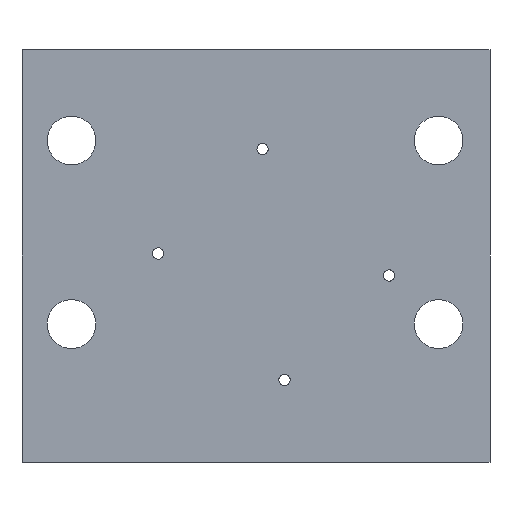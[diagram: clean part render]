
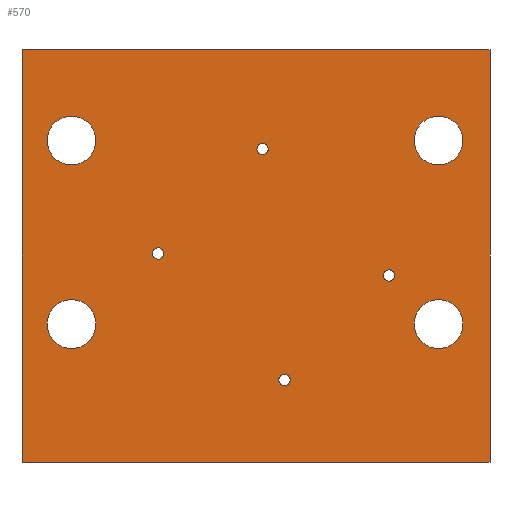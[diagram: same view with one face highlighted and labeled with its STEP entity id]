
A CAD part, front view. The second image highlights one B-rep face of the part: STEP entity #570.
In plain terms, the highlighted planar face has unit normal (0, -1, 0).
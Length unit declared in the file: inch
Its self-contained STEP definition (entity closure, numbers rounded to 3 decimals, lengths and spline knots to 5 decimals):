
#41=FACE_BOUND('',#151,.T.);
#42=FACE_BOUND('',#152,.T.);
#43=FACE_BOUND('',#153,.T.);
#44=FACE_BOUND('',#154,.T.);
#45=FACE_BOUND('',#155,.T.);
#46=FACE_BOUND('',#156,.T.);
#47=FACE_BOUND('',#157,.T.);
#48=FACE_BOUND('',#158,.T.);
#52=CIRCLE('',#607,0.133);
#56=CIRCLE('',#614,0.133);
#60=CIRCLE('',#621,0.133);
#64=CIRCLE('',#628,0.133);
#66=CIRCLE('',#631,0.03085);
#68=CIRCLE('',#634,0.03085);
#70=CIRCLE('',#637,0.03085);
#72=CIRCLE('',#640,0.03085);
#104=FACE_OUTER_BOUND('',#150,.T.);
#150=EDGE_LOOP('',(#507,#508,#509,#510));
#151=EDGE_LOOP('',(#511));
#152=EDGE_LOOP('',(#512));
#153=EDGE_LOOP('',(#513));
#154=EDGE_LOOP('',(#514));
#155=EDGE_LOOP('',(#515));
#156=EDGE_LOOP('',(#516));
#157=EDGE_LOOP('',(#517));
#158=EDGE_LOOP('',(#518));
#195=LINE('',#939,#243);
#199=LINE('',#947,#247);
#202=LINE('',#953,#250);
#205=LINE('',#958,#253);
#243=VECTOR('',#787,0.3937);
#247=VECTOR('',#793,0.3937);
#250=VECTOR('',#798,0.3937);
#253=VECTOR('',#803,0.3937);
#274=VERTEX_POINT('',#870);
#278=VERTEX_POINT('',#883);
#282=VERTEX_POINT('',#896);
#286=VERTEX_POINT('',#909);
#288=VERTEX_POINT('',#915);
#290=VERTEX_POINT('',#921);
#292=VERTEX_POINT('',#927);
#294=VERTEX_POINT('',#933);
#295=VERTEX_POINT('',#937);
#296=VERTEX_POINT('',#938);
#299=VERTEX_POINT('',#946);
#301=VERTEX_POINT('',#952);
#332=EDGE_CURVE('',#274,#274,#52,.T.);
#338=EDGE_CURVE('',#278,#278,#56,.T.);
#344=EDGE_CURVE('',#282,#282,#60,.T.);
#350=EDGE_CURVE('',#286,#286,#64,.T.);
#353=EDGE_CURVE('',#288,#288,#66,.T.);
#356=EDGE_CURVE('',#290,#290,#68,.T.);
#359=EDGE_CURVE('',#292,#292,#70,.T.);
#362=EDGE_CURVE('',#294,#294,#72,.T.);
#363=EDGE_CURVE('',#295,#296,#195,.T.);
#367=EDGE_CURVE('',#299,#295,#199,.T.);
#370=EDGE_CURVE('',#301,#299,#202,.T.);
#373=EDGE_CURVE('',#296,#301,#205,.T.);
#507=ORIENTED_EDGE('',*,*,#373,.F.);
#508=ORIENTED_EDGE('',*,*,#363,.F.);
#509=ORIENTED_EDGE('',*,*,#367,.F.);
#510=ORIENTED_EDGE('',*,*,#370,.F.);
#511=ORIENTED_EDGE('',*,*,#332,.T.);
#512=ORIENTED_EDGE('',*,*,#338,.T.);
#513=ORIENTED_EDGE('',*,*,#344,.T.);
#514=ORIENTED_EDGE('',*,*,#350,.T.);
#515=ORIENTED_EDGE('',*,*,#353,.T.);
#516=ORIENTED_EDGE('',*,*,#356,.T.);
#517=ORIENTED_EDGE('',*,*,#359,.T.);
#518=ORIENTED_EDGE('',*,*,#362,.T.);
#538=PLANE('',#646);
#570=ADVANCED_FACE('',(#104,#41,#42,#43,#44,#45,#46,#47,#48),#538,.F.);
#607=AXIS2_PLACEMENT_3D('',#872,#707,#708);
#614=AXIS2_PLACEMENT_3D('',#885,#723,#724);
#621=AXIS2_PLACEMENT_3D('',#898,#739,#740);
#628=AXIS2_PLACEMENT_3D('',#911,#755,#756);
#631=AXIS2_PLACEMENT_3D('',#917,#762,#763);
#634=AXIS2_PLACEMENT_3D('',#923,#769,#770);
#637=AXIS2_PLACEMENT_3D('',#929,#776,#777);
#640=AXIS2_PLACEMENT_3D('',#935,#783,#784);
#646=AXIS2_PLACEMENT_3D('',#961,#807,#808);
#707=DIRECTION('center_axis',(0.,1.,0.));
#708=DIRECTION('ref_axis',(1.,0.,0.));
#723=DIRECTION('center_axis',(0.,1.,0.));
#724=DIRECTION('ref_axis',(1.,0.,0.));
#739=DIRECTION('center_axis',(0.,1.,0.));
#740=DIRECTION('ref_axis',(1.,0.,0.));
#755=DIRECTION('center_axis',(0.,1.,0.));
#756=DIRECTION('ref_axis',(1.,0.,0.));
#762=DIRECTION('center_axis',(0.,1.,0.));
#763=DIRECTION('ref_axis',(1.,0.,0.));
#769=DIRECTION('center_axis',(0.,1.,0.));
#770=DIRECTION('ref_axis',(1.,0.,0.));
#776=DIRECTION('center_axis',(0.,1.,0.));
#777=DIRECTION('ref_axis',(1.,0.,0.));
#783=DIRECTION('center_axis',(0.,1.,0.));
#784=DIRECTION('ref_axis',(1.,0.,0.));
#787=DIRECTION('',(1.,0.,0.));
#793=DIRECTION('',(0.,0.,1.));
#798=DIRECTION('',(-1.,0.,0.));
#803=DIRECTION('',(0.,0.,-1.));
#807=DIRECTION('center_axis',(0.,1.,0.));
#808=DIRECTION('ref_axis',(0.,0.,1.));
#870=CARTESIAN_POINT('',(0.13672,0.,-0.496));
#872=CARTESIAN_POINT('Origin',(0.26972,0.,-0.496));
#883=CARTESIAN_POINT('',(2.13672,0.,-1.496));
#885=CARTESIAN_POINT('Origin',(2.26972,0.,-1.496));
#896=CARTESIAN_POINT('',(2.13672,0.,-0.496));
#898=CARTESIAN_POINT('Origin',(2.26972,0.,-0.496));
#909=CARTESIAN_POINT('',(0.13672,0.,-1.496));
#911=CARTESIAN_POINT('Origin',(0.26972,0.,-1.496));
#915=CARTESIAN_POINT('',(0.71069,0.,-1.11147));
#917=CARTESIAN_POINT('Origin',(0.74153,0.,-1.11147));
#921=CARTESIAN_POINT('',(1.969,0.,-1.23118));
#923=CARTESIAN_POINT('Origin',(1.99985,0.,-1.23118));
#927=CARTESIAN_POINT('',(1.3997,0.,-1.80048));
#929=CARTESIAN_POINT('Origin',(1.43054,0.,-1.80048));
#933=CARTESIAN_POINT('',(1.27999,0.,-0.54217));
#935=CARTESIAN_POINT('Origin',(1.31084,0.,-0.54217));
#937=CARTESIAN_POINT('',(0.,0.,0.));
#938=CARTESIAN_POINT('',(2.55,0.,0.));
#939=CARTESIAN_POINT('',(0.,0.,0.));
#946=CARTESIAN_POINT('',(0.,0.,-2.25));
#947=CARTESIAN_POINT('',(0.,0.,-2.25));
#952=CARTESIAN_POINT('',(2.55,0.,-2.25));
#953=CARTESIAN_POINT('',(2.55,0.,-2.25));
#958=CARTESIAN_POINT('',(2.55,0.,0.));
#961=CARTESIAN_POINT('Origin',(1.275,0.,-1.125));
